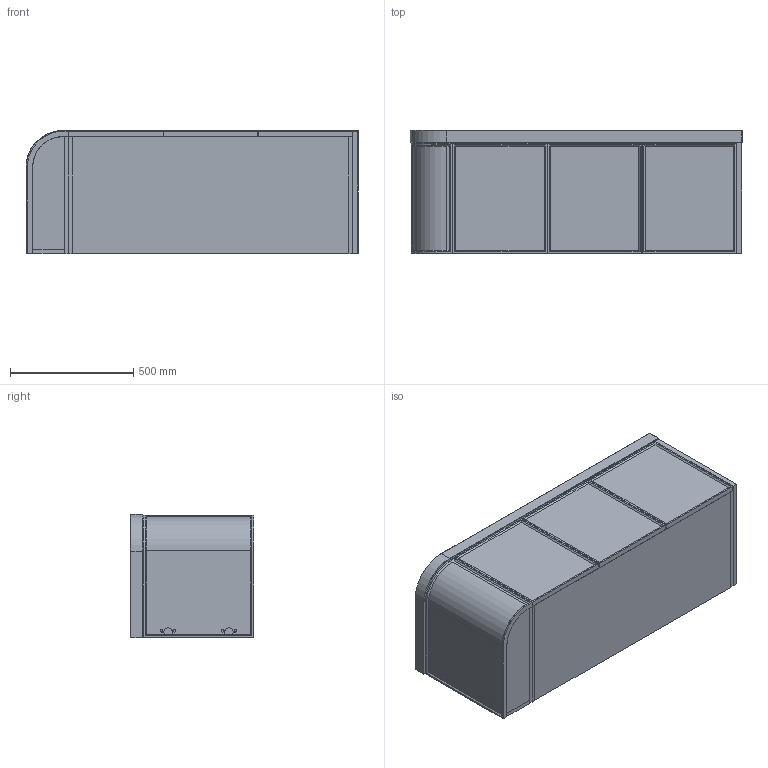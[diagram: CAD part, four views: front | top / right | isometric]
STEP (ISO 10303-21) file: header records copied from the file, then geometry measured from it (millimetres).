
FILE_DESCRIPTION (( 'STEP AP214' ), '1' );
FILE_NAME ('2355596.STEP', '2023-10-02T21:49:23', ( '' ), ( '' ), 'SwSTEP 2.0', 'SolidWorks 2021', '' );
FILE_SCHEMA (( 'AUTOMOTIVE_DESIGN' ));
Length unit declared in the file: millimetre
Products named in the file (9): Kado Era Curved End Panel; 1350 Benchtop (50mm) SINGLE END (NO CUTOUT); 1500 Door Kado Era; End Carcass LEFT; Kado Era 1350 (Door) SINGLE END; 2355596; Filler Panel; Kado Era 1500 Carcass (DOOR)
Assembly tree (10 placements, depth 4):
  2355596
    Kado Era 1350 (Door) SINGLE END
      Kado Era 1500 Carcass (DOOR)
      Kado Era Curved End Panel
      End Carcass LEFT
      1500 Door Kado Era  x3
        1500 Door Kado Era
      Filler Panel
      1350 Benchtop (50mm) SINGLE END (NO CUTOUT)
Bounding box: 1348.5 x 500 x 500 mm (x, y, z)
Volume: 65860660 mm3; surface area: 9140849.6 mm2
Topology: 19 solids, 19 shells, 301 faces, 651 edges, 414 vertices
Faces by surface type: plane 184, cylinder 105, sphere 8, cone 4
Entity records: 8659 total; most frequent: DIRECTION 1395, CARTESIAN_POINT 1271, ORIENTED_EDGE 1190, EDGE_CURVE 595, AXIS2_PLACEMENT_3D 506, LINE 383, VECTOR 383, VERTEX_POINT 382
